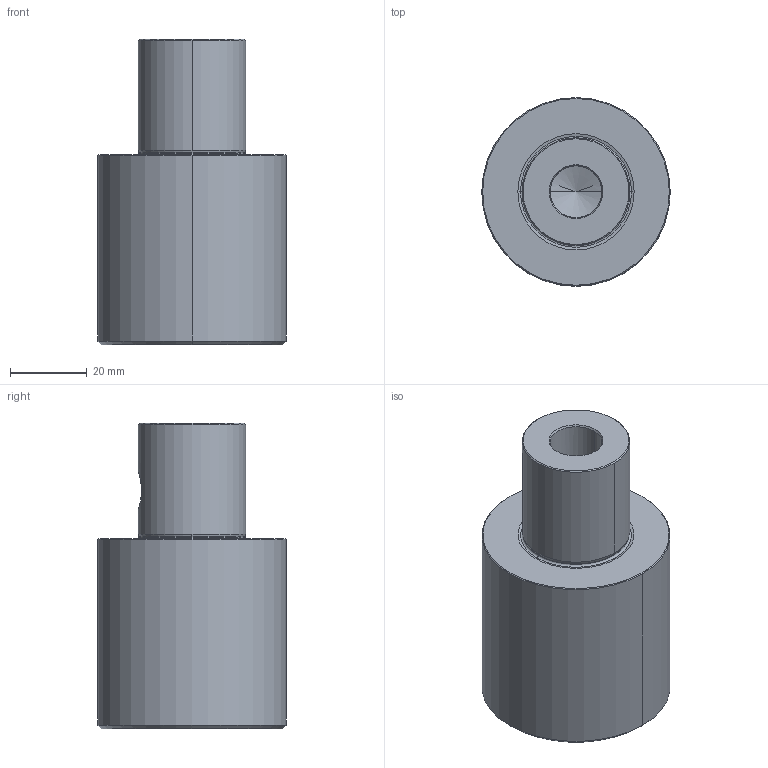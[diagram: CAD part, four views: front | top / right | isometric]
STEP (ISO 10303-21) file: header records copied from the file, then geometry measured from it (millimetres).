
FILE_DESCRIPTION(('no description'),'unknown implementation level');
FILE_NAME('0FC7FF28-BD10-4066-8BC2-97DDF6F00C34_export.stp',' ',('CIMSOURCE GmbH'),('CADClick - KiM GmbH - www.kimweb.de'),'unknown preprocess','ACIS','unknown authorization');
FILE_SCHEMA(('automotive_design'));
Length unit declared in the file: millimetre
Products named in the file (1): NONE
Bounding box: 49 x 49 x 79.5 mm (x, y, z)
Volume: 106804.6 mm3; surface area: 15333.4 mm2
Topology: 1 solids, 1 shells, 37 faces, 87 edges, 50 vertices
Faces by surface type: cone 20, cylinder 10, torus 4, plane 3
Entity records: 2167 total; most frequent: CARTESIAN_POINT 317, DIRECTION 203, STYLED_ITEM 171, PRESENTATION_STYLE_ASSIGNMENT 171, COLOUR_RGB 171, ORIENTED_EDGE 166, AXIS2_PLACEMENT_3D 86, EDGE_CURVE 83
